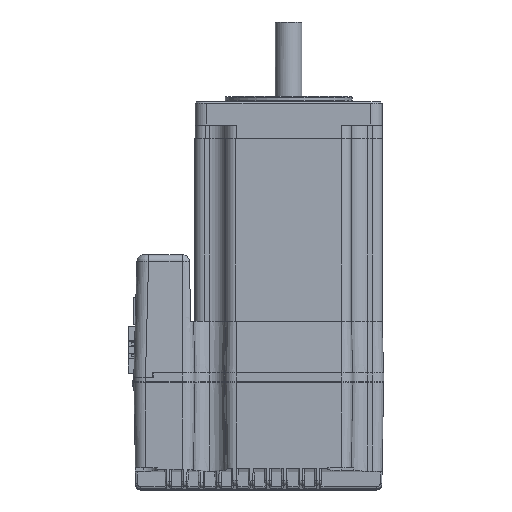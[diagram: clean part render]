
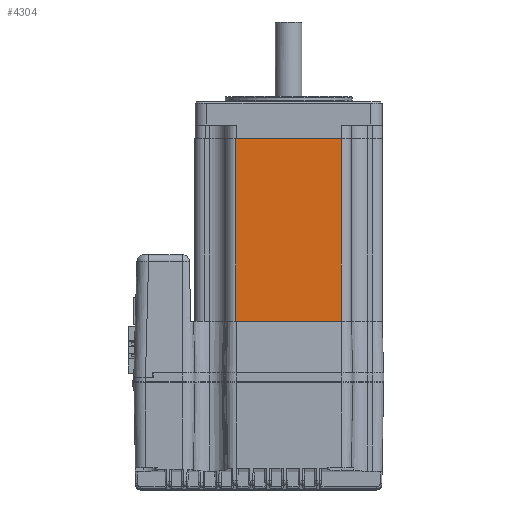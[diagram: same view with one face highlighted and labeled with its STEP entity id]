
A CAD part, top view. The second image highlights one B-rep face of the part: STEP entity #4304.
In plain terms, the highlighted planar face has unit normal (0, 0, 1).
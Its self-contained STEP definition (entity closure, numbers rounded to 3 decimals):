
#3961 = VERTEX_POINT ( 'NONE', #33806 ) ;
#3964 = EDGE_CURVE ( 'NONE', #3996, #3961, #33875, .T. ) ;
#3996 = VERTEX_POINT ( 'NONE', #33989 ) ;
#4245 = VERTEX_POINT ( 'NONE', #35401 ) ;
#4250 = ORIENTED_EDGE ( 'NONE', *, *, #4286, .T. ) ;
#4254 = EDGE_CURVE ( 'NONE', #4303, #4245, #35424, .T. ) ;
#4256 = EDGE_LOOP ( 'NONE', ( #4306, #4305, #4287, #4250 ) ) ;
#4286 = EDGE_CURVE ( 'NONE', #3996, #4303, #35665, .T. ) ;
#4287 = ORIENTED_EDGE ( 'NONE', *, *, #3964, .F. ) ;
#4300 = EDGE_CURVE ( 'NONE', #3961, #4245, #35767, .T. ) ;
#4303 = VERTEX_POINT ( 'NONE', #35758 ) ;
#4304 = ADVANCED_FACE ( 'NONE', ( #35756 ), #35786, .F. ) ;
#4305 = ORIENTED_EDGE ( 'NONE', *, *, #4300, .F. ) ;
#4306 = ORIENTED_EDGE ( 'NONE', *, *, #4254, .T. ) ;
#33806 = CARTESIAN_POINT ( 'NONE',  ( -15.495, -47.977, 33.007 ) ) ;
#33850 = DIRECTION ( 'NONE',  ( -1., 0., 0. ) ) ;
#33852 = VECTOR ( 'NONE', #33850, 1000. ) ;
#33874 = CARTESIAN_POINT ( 'NONE',  ( 16.105, -47.977, 33.007 ) ) ;
#33875 = LINE ( 'NONE', #33874, #33852 ) ;
#33989 = CARTESIAN_POINT ( 'NONE',  ( 16.105, -47.977, 33.007 ) ) ;
#35401 = CARTESIAN_POINT ( 'NONE',  ( -15.495, 7.023, 33.007 ) ) ;
#35418 = DIRECTION ( 'NONE',  ( -1., 0., 0. ) ) ;
#35419 = VECTOR ( 'NONE', #35418, 1000. ) ;
#35422 = CARTESIAN_POINT ( 'NONE',  ( 16.105, 7.023, 33.007 ) ) ;
#35424 = LINE ( 'NONE', #35422, #35419 ) ;
#35662 = DIRECTION ( 'NONE',  ( 0., 1., 0. ) ) ;
#35663 = VECTOR ( 'NONE', #35662, 1000. ) ;
#35665 = LINE ( 'NONE', #35666, #35663 ) ;
#35666 = CARTESIAN_POINT ( 'NONE',  ( 16.105, -47.977, 33.007 ) ) ;
#35747 = AXIS2_PLACEMENT_3D ( 'NONE', #35815, #35813, #35811 ) ;
#35752 = DIRECTION ( 'NONE',  ( 0., 1., 0. ) ) ;
#35753 = VECTOR ( 'NONE', #35752, 1000. ) ;
#35754 = CARTESIAN_POINT ( 'NONE',  ( -15.495, -47.977, 33.007 ) ) ;
#35756 = FACE_OUTER_BOUND ( 'NONE', #4256, .T. ) ;
#35758 = CARTESIAN_POINT ( 'NONE',  ( 16.105, 7.023, 33.007 ) ) ;
#35767 = LINE ( 'NONE', #35754, #35753 ) ;
#35786 = PLANE ( 'NONE',  #35747 ) ;
#35811 = DIRECTION ( 'NONE',  ( 0., 1., 0. ) ) ;
#35813 = DIRECTION ( 'NONE',  ( 0., 0., -1. ) ) ;
#35815 = CARTESIAN_POINT ( 'NONE',  ( 16.105, -47.977, 33.007 ) ) ;
